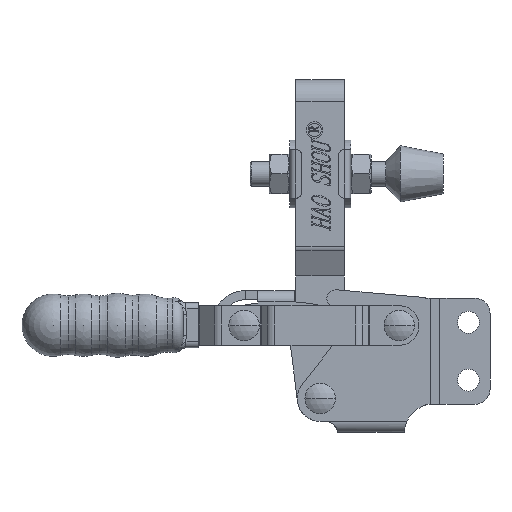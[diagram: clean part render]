
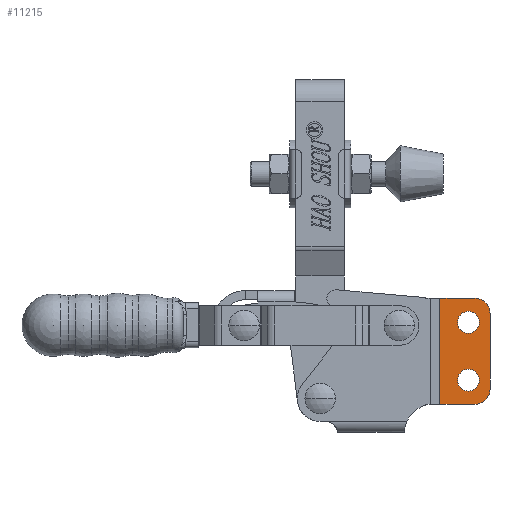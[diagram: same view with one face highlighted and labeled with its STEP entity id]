
A CAD part, left-side view. The second image highlights one B-rep face of the part: STEP entity #11215.
In plain terms, the highlighted planar face has unit normal (-1, 0, 0).
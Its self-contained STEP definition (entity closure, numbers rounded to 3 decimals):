
#415 = AXIS2_PLACEMENT_3D ( 'NONE', #15175, #15174, #15173 ) ;
#416 = AXIS2_PLACEMENT_3D ( 'NONE', #15171, #15170, #15169 ) ;
#467 = AXIS2_PLACEMENT_3D ( 'NONE', #12486, #12476, #12466 ) ;
#469 = AXIS2_PLACEMENT_3D ( 'NONE', #13627, #13626, #13625 ) ;
#472 = AXIS2_PLACEMENT_3D ( 'NONE', #13618, #13617, #13616 ) ;
#474 = AXIS2_PLACEMENT_3D ( 'NONE', #13609, #13608, #13607 ) ;
#700 = AXIS2_PLACEMENT_3D ( 'NONE', #18759, #18754, #18763 ) ;
#3442 = EDGE_CURVE ( 'NONE', #31035, #30950, #7976, .T. ) ;
#3443 = EDGE_CURVE ( 'NONE', #30966, #31040, #7978, .T. ) ;
#3634 = EDGE_CURVE ( 'NONE', #27561, #27573, #28763, .T. ) ;
#3636 = EDGE_CURVE ( 'NONE', #27567, #27566, #28759, .T. ) ;
#3640 = EDGE_CURVE ( 'NONE', #27575, #27567, #28773, .T. ) ;
#3643 = EDGE_CURVE ( 'NONE', #27577, #27575, #28779, .T. ) ;
#3647 = EDGE_CURVE ( 'NONE', #30950, #31035, #28785, .T. ) ;
#3649 = EDGE_CURVE ( 'NONE', #31040, #30966, #28787, .T. ) ;
#3650 = EDGE_CURVE ( 'NONE', #27566, #27573, #28788, .T. ) ;
#3651 = EDGE_CURVE ( 'NONE', #27561, #27577, #28789, .T. ) ;
#5752 = CARTESIAN_POINT ( 'NONE',  ( -6., -2.642, 6.2 ) ) ;
#5756 = CARTESIAN_POINT ( 'NONE',  ( -6., -14.142, 41.1 ) ) ;
#5757 = CARTESIAN_POINT ( 'NONE',  ( -6., -19.142, 36.1 ) ) ;
#5758 = CARTESIAN_POINT ( 'NONE',  ( -6., -14.142, 6.2 ) ) ;
#5763 = CARTESIAN_POINT ( 'NONE',  ( -6., -2.642, 41.1 ) ) ;
#5765 = CARTESIAN_POINT ( 'NONE',  ( -6., -19.142, 11.2 ) ) ;
#6651 = CARTESIAN_POINT ( 'NONE',  ( -6., -15.642, 14.15 ) ) ;
#6664 = CARTESIAN_POINT ( 'NONE',  ( -6., -8.442, 33.15 ) ) ;
#6730 = CARTESIAN_POINT ( 'NONE',  ( -6., -8.442, 14.15 ) ) ;
#6736 = CARTESIAN_POINT ( 'NONE',  ( -6., -15.642, 33.15 ) ) ;
#7976 = CIRCLE ( 'NONE', #415, 3.6 ) ;
#7978 = CIRCLE ( 'NONE', #416, 3.6 ) ;
#11215 = ADVANCED_FACE ( 'NONE', ( #31992, #31995, #31989 ), #18761, .T. ) ;
#12259 = DIRECTION ( 'NONE',  ( 0., 0., 1. ) ) ;
#12280 = CARTESIAN_POINT ( 'NONE',  ( -6., -19.142, 36.1 ) ) ;
#12466 = DIRECTION ( 'NONE',  ( 0., 1., 0. ) ) ;
#12476 = DIRECTION ( 'NONE',  ( -1., 0., 0. ) ) ;
#12486 = CARTESIAN_POINT ( 'NONE',  ( -6., -14.142, 36.1 ) ) ;
#12735 = DIRECTION ( 'NONE',  ( 0., 0., 1. ) ) ;
#12747 = CARTESIAN_POINT ( 'NONE',  ( -6., -2.642, 6.2 ) ) ;
#13605 = DIRECTION ( 'NONE',  ( 0., -1., 0. ) ) ;
#13606 = CARTESIAN_POINT ( 'NONE',  ( -6., -14.142, 6.2 ) ) ;
#13607 = DIRECTION ( 'NONE',  ( 0., -1., 0. ) ) ;
#13608 = DIRECTION ( 'NONE',  ( -1., 0., 0. ) ) ;
#13609 = CARTESIAN_POINT ( 'NONE',  ( -6., -12.042, 33.15 ) ) ;
#13614 = DIRECTION ( 'NONE',  ( 0., 1., 0. ) ) ;
#13615 = CARTESIAN_POINT ( 'NONE',  ( -6., -2.142, 41.1 ) ) ;
#13616 = DIRECTION ( 'NONE',  ( 0., -1., 0. ) ) ;
#13617 = DIRECTION ( 'NONE',  ( -1., 0., 0. ) ) ;
#13618 = CARTESIAN_POINT ( 'NONE',  ( -6., -12.042, 14.15 ) ) ;
#13625 = DIRECTION ( 'NONE',  ( 0., 1., 0. ) ) ;
#13626 = DIRECTION ( 'NONE',  ( -1., 0., 0. ) ) ;
#13627 = CARTESIAN_POINT ( 'NONE',  ( -6., -14.142, 11.2 ) ) ;
#15169 = DIRECTION ( 'NONE',  ( 0., -1., 0. ) ) ;
#15170 = DIRECTION ( 'NONE',  ( -1., 0., 0. ) ) ;
#15171 = CARTESIAN_POINT ( 'NONE',  ( -6., -12.042, 33.15 ) ) ;
#15173 = DIRECTION ( 'NONE',  ( 0., -1., 0. ) ) ;
#15174 = DIRECTION ( 'NONE',  ( -1., 0., 0. ) ) ;
#15175 = CARTESIAN_POINT ( 'NONE',  ( -6., -12.042, 14.15 ) ) ;
#16852 = EDGE_LOOP ( 'NONE', ( #30892, #30888 ) ) ;
#16869 = EDGE_LOOP ( 'NONE', ( #30885, #30886 ) ) ;
#16959 = EDGE_LOOP ( 'NONE', ( #30894, #30896, #30882, #30878, #30877, #30872 ) ) ;
#18754 = DIRECTION ( 'NONE',  ( -1., 0., 0. ) ) ;
#18759 = CARTESIAN_POINT ( 'NONE',  ( -6., -14.142, 36.1 ) ) ;
#18761 = PLANE ( 'NONE',  #700 ) ;
#18763 = DIRECTION ( 'NONE',  ( 0., 1., 0. ) ) ;
#27561 = VERTEX_POINT ( 'NONE', #5752 ) ;
#27566 = VERTEX_POINT ( 'NONE', #5756 ) ;
#27567 = VERTEX_POINT ( 'NONE', #5757 ) ;
#27573 = VERTEX_POINT ( 'NONE', #5763 ) ;
#27575 = VERTEX_POINT ( 'NONE', #5765 ) ;
#27577 = VERTEX_POINT ( 'NONE', #5758 ) ;
#28759 = CIRCLE ( 'NONE', #467, 5. ) ;
#28763 = LINE ( 'NONE', #12747, #28766 ) ;
#28766 = VECTOR ( 'NONE', #12735, 1000. ) ;
#28773 = LINE ( 'NONE', #12280, #28776 ) ;
#28776 = VECTOR ( 'NONE', #12259, 1000. ) ;
#28779 = CIRCLE ( 'NONE', #469, 5. ) ;
#28785 = CIRCLE ( 'NONE', #472, 3.6 ) ;
#28787 = CIRCLE ( 'NONE', #474, 3.6 ) ;
#28788 = LINE ( 'NONE', #13615, #28790 ) ;
#28789 = LINE ( 'NONE', #13606, #28792 ) ;
#28790 = VECTOR ( 'NONE', #13614, 1000. ) ;
#28792 = VECTOR ( 'NONE', #13605, 1000. ) ;
#30872 = ORIENTED_EDGE ( 'NONE', *, *, #3636, .T. ) ;
#30877 = ORIENTED_EDGE ( 'NONE', *, *, #3640, .T. ) ;
#30878 = ORIENTED_EDGE ( 'NONE', *, *, #3643, .T. ) ;
#30882 = ORIENTED_EDGE ( 'NONE', *, *, #3651, .T. ) ;
#30885 = ORIENTED_EDGE ( 'NONE', *, *, #3647, .F. ) ;
#30886 = ORIENTED_EDGE ( 'NONE', *, *, #3442, .F. ) ;
#30888 = ORIENTED_EDGE ( 'NONE', *, *, #3443, .F. ) ;
#30892 = ORIENTED_EDGE ( 'NONE', *, *, #3649, .F. ) ;
#30894 = ORIENTED_EDGE ( 'NONE', *, *, #3650, .T. ) ;
#30896 = ORIENTED_EDGE ( 'NONE', *, *, #3634, .F. ) ;
#30950 = VERTEX_POINT ( 'NONE', #6651 ) ;
#30966 = VERTEX_POINT ( 'NONE', #6664 ) ;
#31035 = VERTEX_POINT ( 'NONE', #6730 ) ;
#31040 = VERTEX_POINT ( 'NONE', #6736 ) ;
#31989 = FACE_OUTER_BOUND ( 'NONE', #16959, .T. ) ;
#31992 = FACE_BOUND ( 'NONE', #16852, .T. ) ;
#31995 = FACE_BOUND ( 'NONE', #16869, .T. ) ;
